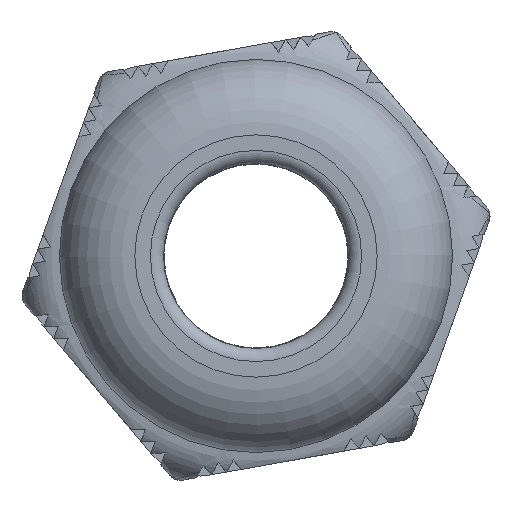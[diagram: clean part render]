
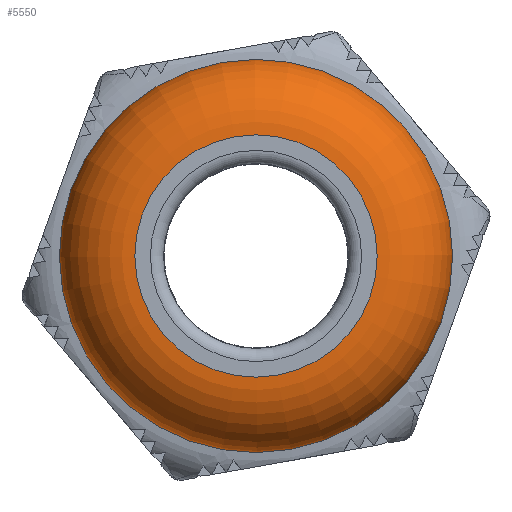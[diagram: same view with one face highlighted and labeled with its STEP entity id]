
A CAD part, left-side view. The second image highlights one B-rep face of the part: STEP entity #5550.
In plain terms, the highlighted toroidal (fillet/blend) face has major radius 5.548 mm and minor radius 3.463 mm.
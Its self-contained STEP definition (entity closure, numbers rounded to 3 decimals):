
#98=TOROIDAL_SURFACE('',#6028,5.548,3.464);
#1226=FACE_BOUND('',#1747,.T.);
#1389=FACE_OUTER_BOUND('',#1746,.T.);
#1746=EDGE_LOOP('',(#4395));
#1747=EDGE_LOOP('',(#4396));
#1981=CIRCLE('',#5818,5.548);
#2025=CIRCLE('',#6029,9.);
#2280=VERTEX_POINT('',#9796);
#2510=VERTEX_POINT('',#11059);
#2821=EDGE_CURVE('',#2280,#2280,#1981,.T.);
#3171=EDGE_CURVE('',#2510,#2510,#2025,.T.);
#4395=ORIENTED_EDGE('',*,*,#2821,.T.);
#4396=ORIENTED_EDGE('',*,*,#3171,.F.);
#5550=ADVANCED_FACE('',(#1389,#1226),#98,.T.);
#5818=AXIS2_PLACEMENT_3D('',#9797,#6514,#6515);
#6028=AXIS2_PLACEMENT_3D('',#11058,#7132,#7133);
#6029=AXIS2_PLACEMENT_3D('',#11060,#7134,#7135);
#6514=DIRECTION('center_axis',(1.,0.,0.));
#6515=DIRECTION('ref_axis',(0.,0.,-1.));
#7132=DIRECTION('center_axis',(1.,0.,0.));
#7133=DIRECTION('ref_axis',(0.,0.,-1.));
#7134=DIRECTION('center_axis',(1.,0.,0.));
#7135=DIRECTION('ref_axis',(0.,0.,-1.));
#9796=CARTESIAN_POINT('',(-15.37,5.548,0.));
#9797=CARTESIAN_POINT('Origin',(-15.37,0.,0.));
#11058=CARTESIAN_POINT('Origin',(-11.906,0.,0.));
#11059=CARTESIAN_POINT('',(-12.183,9.,0.));
#11060=CARTESIAN_POINT('Origin',(-12.183,0.,0.));
